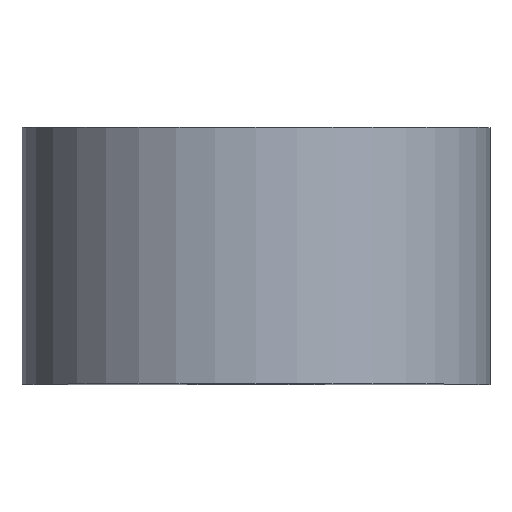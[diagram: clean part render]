
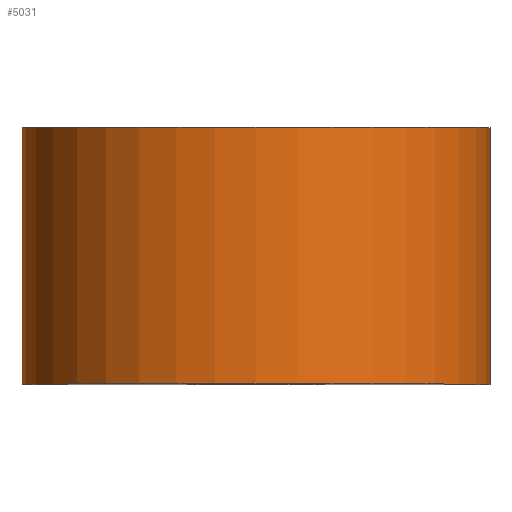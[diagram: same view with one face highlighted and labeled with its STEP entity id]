
A CAD part, top view. The second image highlights one B-rep face of the part: STEP entity #5031.
In plain terms, the highlighted cylindrical face has radius 8.75 mm (diameter 17.5 mm), a partial arc.
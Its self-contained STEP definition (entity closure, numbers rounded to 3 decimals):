
#44=CYLINDRICAL_SURFACE('',#5250,8.75);
#86=LINE('',#6914,#422);
#87=LINE('',#6918,#423);
#422=VECTOR('',#5501,1000.);
#423=VECTOR('',#5506,1000.);
#722=CIRCLE('',#5236,8.75);
#725=CIRCLE('',#5251,8.75);
#945=ORIENTED_EDGE('',*,*,#1804,.F.);
#946=ORIENTED_EDGE('',*,*,#1983,.F.);
#947=ORIENTED_EDGE('',*,*,#1984,.T.);
#948=ORIENTED_EDGE('',*,*,#1985,.T.);
#1804=EDGE_CURVE('',#2334,#2335,#722,.T.);
#1983=EDGE_CURVE('',#2502,#2334,#86,.T.);
#1984=EDGE_CURVE('',#2502,#2503,#725,.T.);
#1985=EDGE_CURVE('',#2503,#2335,#87,.T.);
#2334=VERTEX_POINT('',#6204);
#2335=VERTEX_POINT('',#6206);
#2502=VERTEX_POINT('',#6913);
#2503=VERTEX_POINT('',#6917);
#2900=EDGE_LOOP('',(#945,#946,#947,#948));
#3150=FACE_BOUND('',#2900,.T.);
#5031=ADVANCED_FACE('',(#3150),#44,.T.);
#5236=AXIS2_PLACEMENT_3D('',#6205,#5447,#5448);
#5250=AXIS2_PLACEMENT_3D('',#6915,#5502,#5503);
#5251=AXIS2_PLACEMENT_3D('',#6916,#5504,#5505);
#5447=DIRECTION('',(0.,-1.,0.));
#5448=DIRECTION('',(1.,0.,0.));
#5501=DIRECTION('',(0.,-1.,0.));
#5502=DIRECTION('',(0.,-1.,0.));
#5503=DIRECTION('',(0.,0.,-1.));
#5504=DIRECTION('',(0.,-1.,0.));
#5505=DIRECTION('',(1.,0.,0.));
#5506=DIRECTION('',(0.,-1.,0.));
#6204=CARTESIAN_POINT('',(8.75,0.,0.));
#6205=CARTESIAN_POINT('',(0.,0.,0.));
#6206=CARTESIAN_POINT('',(-8.75,0.,0.));
#6913=CARTESIAN_POINT('',(8.75,9.6,0.));
#6914=CARTESIAN_POINT('',(8.75,9.6,0.));
#6915=CARTESIAN_POINT('',(0.,9.6,0.));
#6916=CARTESIAN_POINT('',(0.,9.6,0.));
#6917=CARTESIAN_POINT('',(-8.75,9.6,0.));
#6918=CARTESIAN_POINT('',(-8.75,9.6,0.));
